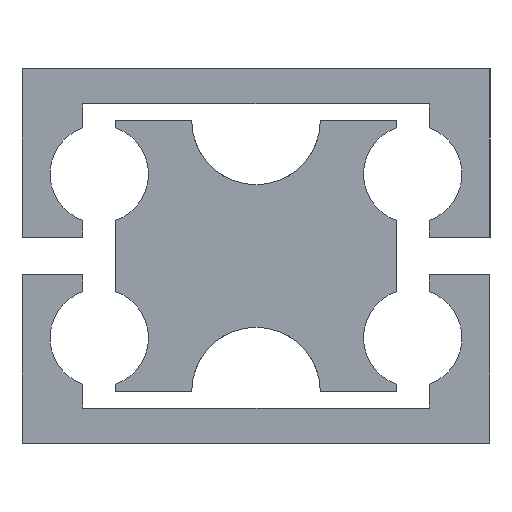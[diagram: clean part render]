
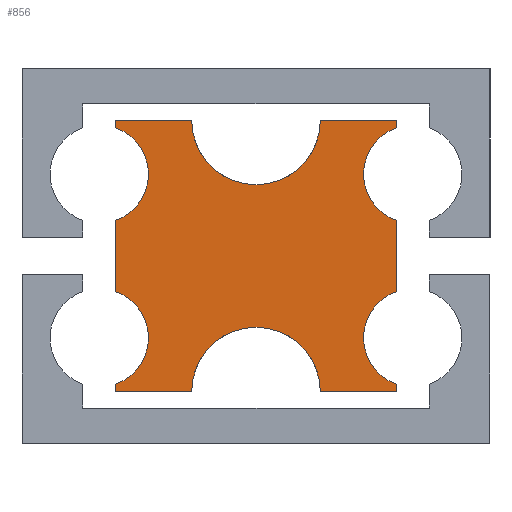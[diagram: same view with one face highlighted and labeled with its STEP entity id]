
A CAD part, left-side view. The second image highlights one B-rep face of the part: STEP entity #856.
In plain terms, the highlighted planar face has unit normal (-1, 0, 0).
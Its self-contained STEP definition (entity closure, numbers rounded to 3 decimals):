
#118 = CARTESIAN_POINT ( 'NONE',  ( -50., 6.7, -3.5 ) ) ;
#155 = DIRECTION ( 'NONE',  ( -1., 0., 0. ) ) ;
#156 = DIRECTION ( 'NONE',  ( 0., 0., -1. ) ) ;
#158 = LINE ( 'NONE', #159, #1651 ) ;
#159 = CARTESIAN_POINT ( 'NONE',  ( -50., 6., -5.48 ) ) ;
#160 = DIRECTION ( 'NONE',  ( 0., 0., 1. ) ) ;
#170 = LINE ( 'NONE', #171, #1638 ) ;
#171 = CARTESIAN_POINT ( 'NONE',  ( -50., 2.75, -5.8 ) ) ;
#172 = DIRECTION ( 'NONE',  ( 0., 1., 0. ) ) ;
#178 = CARTESIAN_POINT ( 'NONE',  ( -50., 0., -5.8 ) ) ;
#179 = DIRECTION ( 'NONE',  ( -1., 0., 0. ) ) ;
#180 = DIRECTION ( 'NONE',  ( 0., 0., -1. ) ) ;
#181 = CARTESIAN_POINT ( 'NONE',  ( -50., 6.7, 3.5 ) ) ;
#182 = DIRECTION ( 'NONE',  ( -1., 0., 0. ) ) ;
#183 = DIRECTION ( 'NONE',  ( 0., 0., -1. ) ) ;
#185 = LINE ( 'NONE', #186, #664 ) ;
#186 = CARTESIAN_POINT ( 'NONE',  ( -50., 6., -1.52 ) ) ;
#187 = DIRECTION ( 'NONE',  ( 0., 0., 1. ) ) ;
#197 = LINE ( 'NONE', #198, #658 ) ;
#198 = CARTESIAN_POINT ( 'NONE',  ( -50., -6., -5.8 ) ) ;
#199 = DIRECTION ( 'NONE',  ( 0., 1., 0. ) ) ;
#376 = CARTESIAN_POINT ( 'NONE',  ( -50., 6., -1.52 ) ) ;
#382 = CARTESIAN_POINT ( 'NONE',  ( -50., 6., 1.52 ) ) ;
#383 = CARTESIAN_POINT ( 'NONE',  ( -50., 6., 5.8 ) ) ;
#384 = CARTESIAN_POINT ( 'NONE',  ( -50., 2.75, 5.8 ) ) ;
#385 = CARTESIAN_POINT ( 'NONE',  ( -50., 6., 5.48 ) ) ;
#388 = CARTESIAN_POINT ( 'NONE',  ( -50., -2.75, -5.8 ) ) ;
#390 = CARTESIAN_POINT ( 'NONE',  ( -50., 6., -5.48 ) ) ;
#393 = CARTESIAN_POINT ( 'NONE',  ( -50., -2.75, 5.8 ) ) ;
#396 = CARTESIAN_POINT ( 'NONE',  ( -50., 6., -5.8 ) ) ;
#397 = CARTESIAN_POINT ( 'NONE',  ( -50., -6., -5.8 ) ) ;
#399 = CARTESIAN_POINT ( 'NONE',  ( -50., -6., -5.48 ) ) ;
#401 = CARTESIAN_POINT ( 'NONE',  ( -50., -6., -1.52 ) ) ;
#403 = CARTESIAN_POINT ( 'NONE',  ( -50., -6., 1.52 ) ) ;
#406 = CARTESIAN_POINT ( 'NONE',  ( -50., -6., 5.48 ) ) ;
#407 = CARTESIAN_POINT ( 'NONE',  ( -50., -6., 5.8 ) ) ;
#419 = CARTESIAN_POINT ( 'NONE',  ( -50., 2.75, -5.8 ) ) ;
#420 = CARTESIAN_POINT ( 'NONE',  ( -50., 0., -3.05 ) ) ;
#515 = LINE ( 'NONE', #516, #604 ) ;
#516 = CARTESIAN_POINT ( 'NONE',  ( -50., -6., -1.52 ) ) ;
#517 = DIRECTION ( 'NONE',  ( 0., 0., -1. ) ) ;
#573 = EDGE_CURVE ( 'NONE', #986, #985, #849, .T. ) ;
#584 = EDGE_CURVE ( 'NONE', #965, #963, #1220, .T. ) ;
#604 = VECTOR ( 'NONE', #517, 1000. ) ;
#658 = VECTOR ( 'NONE', #199, 1000. ) ;
#664 = VECTOR ( 'NONE', #187, 1000. ) ;
#806 = EDGE_CURVE ( 'NONE', #972, #969, #873, .T. ) ;
#813 = EDGE_CURVE ( 'NONE', #950, #959, #876, .T. ) ;
#814 = EDGE_CURVE ( 'NONE', #959, #973, #1273, .T. ) ;
#830 = EDGE_CURVE ( 'NONE', #967, #965, #2098, .T. ) ;
#831 = EDGE_CURVE ( 'NONE', #973, #972, #1325, .T. ) ;
#833 = EDGE_CURVE ( 'NONE', #951, #949, #1346, .T. ) ;
#844 = EDGE_CURVE ( 'NONE', #949, #950, #1414, .T. ) ;
#849 = CIRCLE ( 'NONE', #1523, 2.75 ) ;
#856 = ADVANCED_FACE ( 'NONE', ( #1620 ), #1466, .F. ) ;
#873 = CIRCLE ( 'NONE', #1526, 2.1 ) ;
#876 = CIRCLE ( 'NONE', #1524, 2.75 ) ;
#902 = EDGE_LOOP ( 'NONE', ( #1697, #1696, #1673, #1692, #1672, #1671, #1674, #1695, #1694, #1544, #1549, #1545, #1551, #1550, #1546, #1547, #1548 ) ) ;
#945 = VERTEX_POINT ( 'NONE', #376 ) ;
#948 = VERTEX_POINT ( 'NONE', #382 ) ;
#949 = VERTEX_POINT ( 'NONE', #383 ) ;
#950 = VERTEX_POINT ( 'NONE', #384 ) ;
#951 = VERTEX_POINT ( 'NONE', #385 ) ;
#954 = VERTEX_POINT ( 'NONE', #388 ) ;
#956 = VERTEX_POINT ( 'NONE', #390 ) ;
#959 = VERTEX_POINT ( 'NONE', #393 ) ;
#962 = VERTEX_POINT ( 'NONE', #396 ) ;
#963 = VERTEX_POINT ( 'NONE', #397 ) ;
#965 = VERTEX_POINT ( 'NONE', #399 ) ;
#967 = VERTEX_POINT ( 'NONE', #401 ) ;
#969 = VERTEX_POINT ( 'NONE', #403 ) ;
#972 = VERTEX_POINT ( 'NONE', #406 ) ;
#973 = VERTEX_POINT ( 'NONE', #407 ) ;
#985 = VERTEX_POINT ( 'NONE', #419 ) ;
#986 = VERTEX_POINT ( 'NONE', #420 ) ;
#1116 = CARTESIAN_POINT ( 'NONE',  ( -50., 0., -5.8 ) ) ;
#1117 = DIRECTION ( 'NONE',  ( -1., 0., 0. ) ) ;
#1118 = DIRECTION ( 'NONE',  ( 0., 0., -1. ) ) ;
#1220 = LINE ( 'NONE', #1221, #1511 ) ;
#1221 = CARTESIAN_POINT ( 'NONE',  ( -50., -6., -5.48 ) ) ;
#1222 = DIRECTION ( 'NONE',  ( 0., 0., -1. ) ) ;
#1246 = CARTESIAN_POINT ( 'NONE',  ( -50., -6.7, 3.5 ) ) ;
#1247 = DIRECTION ( 'NONE',  ( -1., 0., 0. ) ) ;
#1248 = DIRECTION ( 'NONE',  ( 0., 0., -1. ) ) ;
#1269 = CARTESIAN_POINT ( 'NONE',  ( -50., 0., 5.8 ) ) ;
#1270 = DIRECTION ( 'NONE',  ( -1., 0., 0. ) ) ;
#1271 = DIRECTION ( 'NONE',  ( 0., 0., -1. ) ) ;
#1273 = LINE ( 'NONE', #1274, #1494 ) ;
#1274 = CARTESIAN_POINT ( 'NONE',  ( -50., -6., 5.8 ) ) ;
#1275 = DIRECTION ( 'NONE',  ( 0., -1., 0. ) ) ;
#1321 = CARTESIAN_POINT ( 'NONE',  ( -50., -6.7, -3.5 ) ) ;
#1322 = DIRECTION ( 'NONE',  ( -1., 0., 0. ) ) ;
#1323 = DIRECTION ( 'NONE',  ( 0., 0., -1. ) ) ;
#1325 = LINE ( 'NONE', #1326, #1615 ) ;
#1326 = CARTESIAN_POINT ( 'NONE',  ( -50., -6., 5.48 ) ) ;
#1327 = DIRECTION ( 'NONE',  ( 0., 0., -1. ) ) ;
#1346 = LINE ( 'NONE', #1347, #1592 ) ;
#1347 = CARTESIAN_POINT ( 'NONE',  ( -50., 6., 5.48 ) ) ;
#1348 = DIRECTION ( 'NONE',  ( 0., 0., 1. ) ) ;
#1414 = LINE ( 'NONE', #1415, #1603 ) ;
#1415 = CARTESIAN_POINT ( 'NONE',  ( -50., 2.75, 5.8 ) ) ;
#1416 = DIRECTION ( 'NONE',  ( 0., -1., 0. ) ) ;
#1466 = PLANE ( 'NONE',  #1584 ) ;
#1467 = CARTESIAN_POINT ( 'NONE',  ( -50., 0., 5.8 ) ) ;
#1468 = DIRECTION ( 'NONE',  ( 1., 0., 0. ) ) ;
#1469 = DIRECTION ( 'NONE',  ( 0., 0., -1. ) ) ;
#1494 = VECTOR ( 'NONE', #1275, 1000. ) ;
#1511 = VECTOR ( 'NONE', #1222, 1000. ) ;
#1523 = AXIS2_PLACEMENT_3D ( 'NONE', #1116, #1117, #1118 ) ;
#1524 = AXIS2_PLACEMENT_3D ( 'NONE', #1269, #1270, #1271 ) ;
#1526 = AXIS2_PLACEMENT_3D ( 'NONE', #1246, #1247, #1248 ) ;
#1544 = ORIENTED_EDGE ( 'NONE', *, *, #1816, .F. ) ;
#1545 = ORIENTED_EDGE ( 'NONE', *, *, #1819, .F. ) ;
#1546 = ORIENTED_EDGE ( 'NONE', *, *, #830, .F. ) ;
#1547 = ORIENTED_EDGE ( 'NONE', *, *, #1758, .F. ) ;
#1548 = ORIENTED_EDGE ( 'NONE', *, *, #806, .F. ) ;
#1549 = ORIENTED_EDGE ( 'NONE', *, *, #573, .F. ) ;
#1550 = ORIENTED_EDGE ( 'NONE', *, *, #584, .F. ) ;
#1551 = ORIENTED_EDGE ( 'NONE', *, *, #1825, .F. ) ;
#1580 = AXIS2_PLACEMENT_3D ( 'NONE', #1321, #1322, #1323 ) ;
#1584 = AXIS2_PLACEMENT_3D ( 'NONE', #1467, #1468, #1469 ) ;
#1592 = VECTOR ( 'NONE', #1348, 1000. ) ;
#1603 = VECTOR ( 'NONE', #1416, 1000. ) ;
#1615 = VECTOR ( 'NONE', #1327, 1000. ) ;
#1620 = FACE_OUTER_BOUND ( 'NONE', #902, .T. ) ;
#1638 = VECTOR ( 'NONE', #172, 1000. ) ;
#1639 = AXIS2_PLACEMENT_3D ( 'NONE', #178, #179, #180 ) ;
#1645 = AXIS2_PLACEMENT_3D ( 'NONE', #118, #155, #156 ) ;
#1651 = VECTOR ( 'NONE', #160, 1000. ) ;
#1653 = AXIS2_PLACEMENT_3D ( 'NONE', #181, #182, #183 ) ;
#1671 = ORIENTED_EDGE ( 'NONE', *, *, #1820, .F. ) ;
#1672 = ORIENTED_EDGE ( 'NONE', *, *, #833, .F. ) ;
#1673 = ORIENTED_EDGE ( 'NONE', *, *, #813, .F. ) ;
#1674 = ORIENTED_EDGE ( 'NONE', *, *, #1821, .F. ) ;
#1692 = ORIENTED_EDGE ( 'NONE', *, *, #844, .F. ) ;
#1694 = ORIENTED_EDGE ( 'NONE', *, *, #1812, .F. ) ;
#1695 = ORIENTED_EDGE ( 'NONE', *, *, #1811, .F. ) ;
#1696 = ORIENTED_EDGE ( 'NONE', *, *, #814, .F. ) ;
#1697 = ORIENTED_EDGE ( 'NONE', *, *, #831, .F. ) ;
#1758 = EDGE_CURVE ( 'NONE', #969, #967, #515, .T. ) ;
#1811 = EDGE_CURVE ( 'NONE', #956, #945, #2121, .T. ) ;
#1812 = EDGE_CURVE ( 'NONE', #962, #956, #158, .T. ) ;
#1816 = EDGE_CURVE ( 'NONE', #985, #962, #170, .T. ) ;
#1819 = EDGE_CURVE ( 'NONE', #954, #986, #2146, .T. ) ;
#1820 = EDGE_CURVE ( 'NONE', #948, #951, #2105, .T. ) ;
#1821 = EDGE_CURVE ( 'NONE', #945, #948, #185, .T. ) ;
#1825 = EDGE_CURVE ( 'NONE', #963, #954, #197, .T. ) ;
#2098 = CIRCLE ( 'NONE', #1580, 2.1 ) ;
#2105 = CIRCLE ( 'NONE', #1653, 2.1 ) ;
#2121 = CIRCLE ( 'NONE', #1645, 2.1 ) ;
#2146 = CIRCLE ( 'NONE', #1639, 2.75 ) ;
